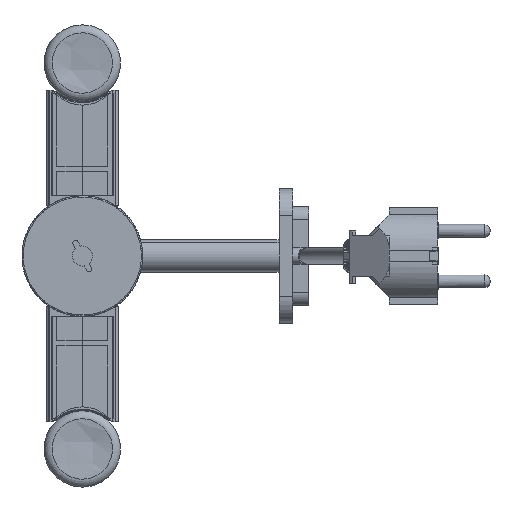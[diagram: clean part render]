
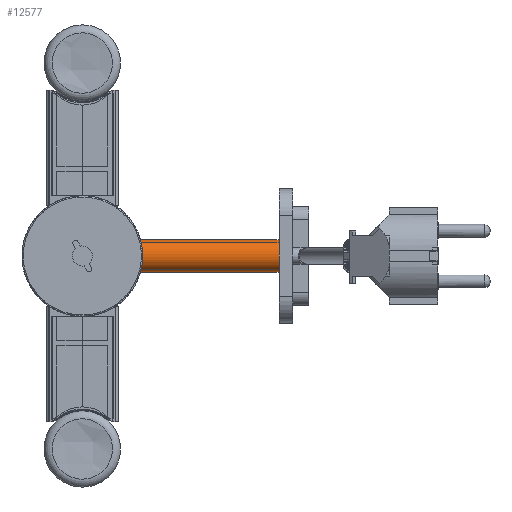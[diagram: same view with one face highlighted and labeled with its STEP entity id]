
A CAD part, front view. The second image highlights one B-rep face of the part: STEP entity #12577.
In plain terms, the highlighted cylindrical face has radius 6 mm (diameter 12 mm), a full revolution.
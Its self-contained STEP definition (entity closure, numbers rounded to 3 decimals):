
#930 = ORIENTED_EDGE ( 'NONE', *, *, #54915, .F. ) ;
#4293 = CIRCLE ( 'NONE', #61479, 6. ) ;
#12577 = ADVANCED_FACE ( 'NONE', ( #18775, #47921 ), #36054, .T. ) ;
#16055 = CARTESIAN_POINT ( 'NONE',  ( 0., 0., 57.5 ) ) ;
#17738 = DIRECTION ( 'NONE',  ( 1., 0., 0. ) ) ;
#18775 = FACE_OUTER_BOUND ( 'NONE', #22455, .T. ) ;
#21185 = ORIENTED_EDGE ( 'NONE', *, *, #59391, .T. ) ;
#22455 = EDGE_LOOP ( 'NONE', ( #930 ) ) ;
#22787 = CARTESIAN_POINT ( 'NONE',  ( 0., 0., 57.5 ) ) ;
#23021 = DIRECTION ( 'NONE',  ( 0., 0., 1. ) ) ;
#26333 = CIRCLE ( 'NONE', #55664, 6. ) ;
#30777 = CARTESIAN_POINT ( 'NONE',  ( 6., 0., 0. ) ) ;
#36054 = CYLINDRICAL_SURFACE ( 'NONE', #44007, 6. ) ;
#43619 = DIRECTION ( 'NONE',  ( -1., 0., 0. ) ) ;
#44007 = AXIS2_PLACEMENT_3D ( 'NONE', #16055, #60134, #43619 ) ;
#47888 = CARTESIAN_POINT ( 'NONE',  ( 6., 0., 57.5 ) ) ;
#47921 = FACE_OUTER_BOUND ( 'NONE', #53520, .T. ) ;
#48247 = VERTEX_POINT ( 'NONE', #47888 ) ;
#53520 = EDGE_LOOP ( 'NONE', ( #21185 ) ) ;
#54915 = EDGE_CURVE ( 'NONE', #48247, #48247, #26333, .T. ) ;
#55664 = AXIS2_PLACEMENT_3D ( 'NONE', #22787, #23021, #17738 ) ;
#58016 = DIRECTION ( 'NONE',  ( 0., 0., 1. ) ) ;
#59391 = EDGE_CURVE ( 'NONE', #63662, #63662, #4293, .T. ) ;
#60134 = DIRECTION ( 'NONE',  ( 0., 0., -1. ) ) ;
#60953 = CARTESIAN_POINT ( 'NONE',  ( 0., 0., 0. ) ) ;
#61479 = AXIS2_PLACEMENT_3D ( 'NONE', #60953, #58016, #63806 ) ;
#63662 = VERTEX_POINT ( 'NONE', #30777 ) ;
#63806 = DIRECTION ( 'NONE',  ( 1., 0., 0. ) ) ;
